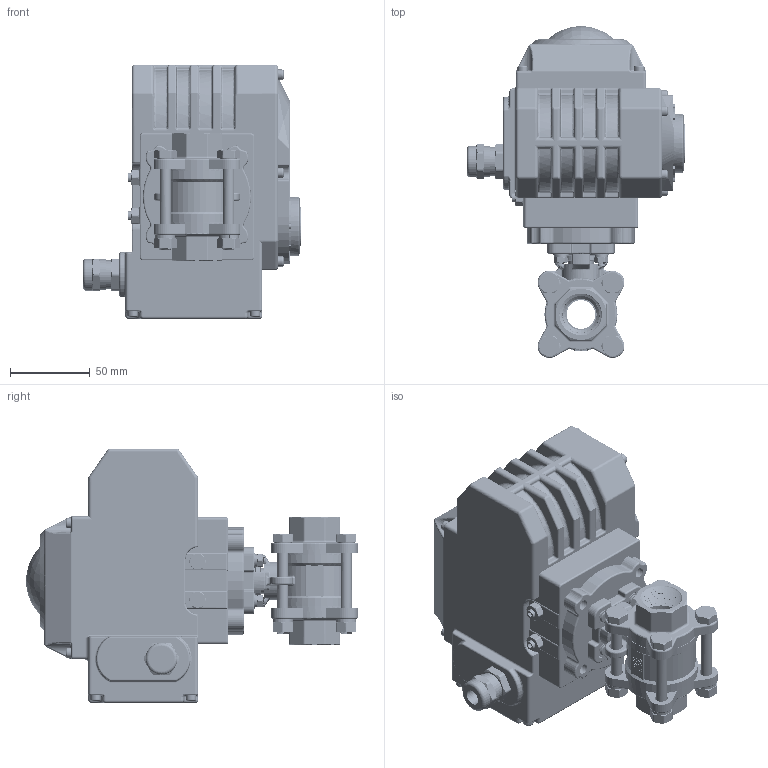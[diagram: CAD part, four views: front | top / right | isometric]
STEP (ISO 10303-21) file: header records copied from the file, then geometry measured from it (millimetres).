
FILE_DESCRIPTION (( 'STEP AP214' ), '1' );
FILE_NAME ('E3-4.STEP', '2019-02-14T00:39:21', ( '' ), ( '' ), 'SwSTEP 2.0', 'SolidWorks 2016', '' );
FILE_SCHEMA (( 'AUTOMOTIVE_DESIGN' ));
Length unit declared in the file: millimetre
Products named in the file (1): E3-4
Bounding box: 137.25 x 208.7 x 160 mm (x, y, z)
Volume: 1446262 mm3; surface area: 169822.8 mm2
Topology: 45 solids, 45 shells, 3384 faces, 8946 edges, 5682 vertices
Faces by surface type: cylinder 1360, plane 883, bspline 410, cone 311, torus 261, sphere 159
Entity records: 236239 total; most frequent: CARTESIAN_POINT 121350, ORIENTED_EDGE 17680, DIRECTION 14518, EDGE_CURVE 8840, VERTEX_POINT 5681, AXIS2_PLACEMENT_3D 5573, EDGE_LOOP 3609, UNCERTAINTY_MEASURE_WITH_UNIT 3431
